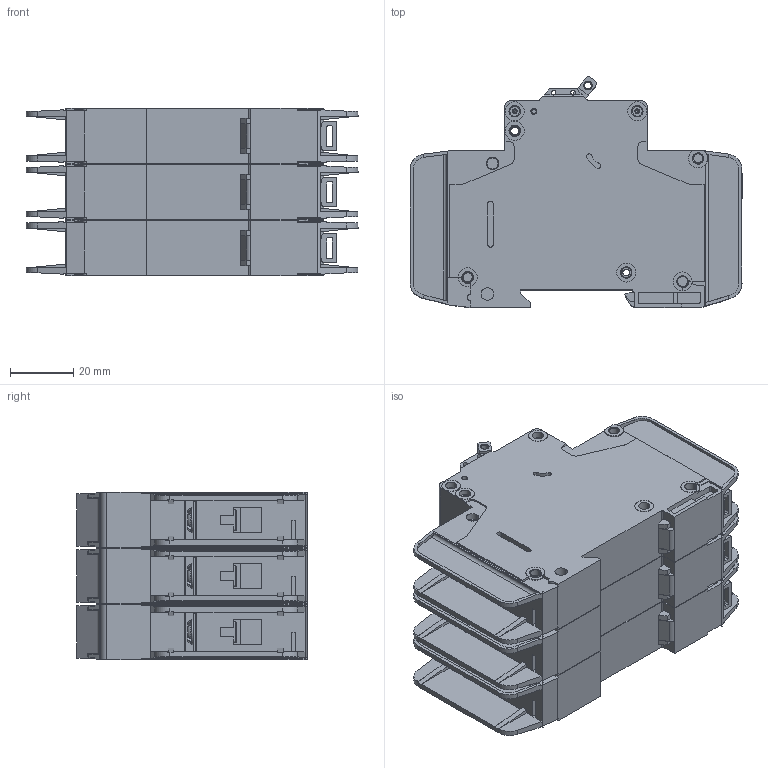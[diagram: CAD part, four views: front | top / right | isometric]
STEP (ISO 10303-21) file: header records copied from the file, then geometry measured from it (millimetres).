
FILE_DESCRIPTION (( 'STEP AP214' ), '1' );
FILE_NAME ('FAZ-D1P5-3-NA.step', '2015-08-06T19:09:54', ( '' ), ( '' ), 'SwSTEP 2.0', 'SolidWorks 2014', '' );
FILE_SCHEMA (( 'AUTOMOTIVE_DESIGN' ));
Length unit declared in the file: millimetre
Products named in the file (1): FAZ-D1P5-3-NA
Bounding box: 105 x 73.04 x 53.1 mm (x, y, z)
Volume: 233084.7 mm3; surface area: 74219 mm2
Topology: 9 solids, 15 shells, 2352 faces, 6159 edges, 3984 vertices
Faces by surface type: plane 1227, cylinder 789, torus 231, bspline 54, cone 39, sphere 12
Entity records: 73493 total; most frequent: CARTESIAN_POINT 14674, DIRECTION 12413, ORIENTED_EDGE 12294, EDGE_CURVE 6147, AXIS2_PLACEMENT_3D 4321, VERTEX_POINT 3984, VECTOR 3771, LINE 3771
